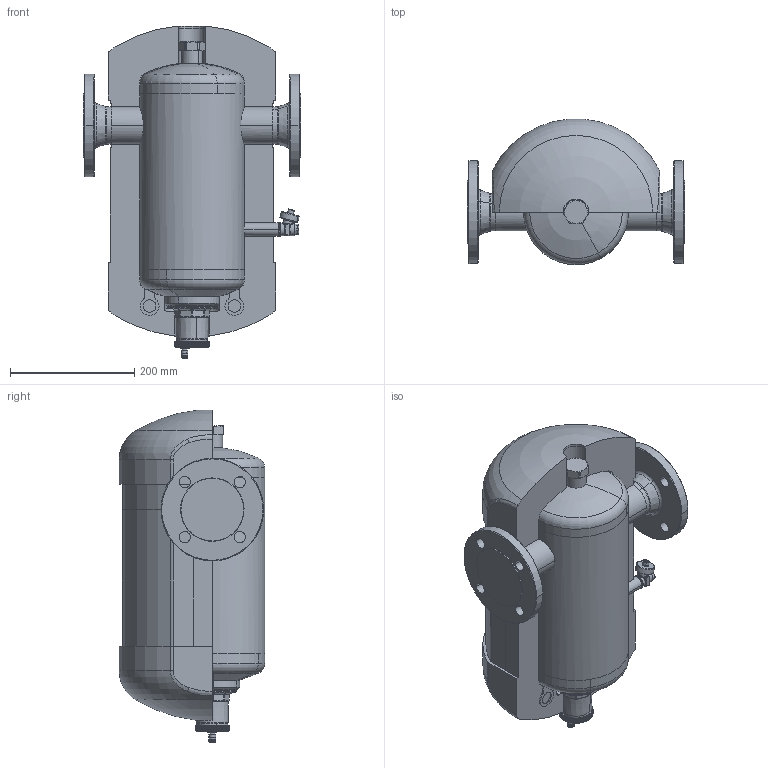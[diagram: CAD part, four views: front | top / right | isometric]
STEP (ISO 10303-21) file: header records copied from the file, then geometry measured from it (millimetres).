
FILE_DESCRIPTION(('CATIA V5 STEP Exchange'),'2;1');
FILE_NAME('STEP_551052_-_TST.stp','2019-09-23T12:24:45+00:00',('none'),('none'),'CATIA Version 5-6 Release 2016 SP4','CATIA V5 STEP AP203','none');
FILE_SCHEMA(('CONFIG_CONTROL_DESIGN'));
Length unit declared in the file: millimetre
Products named in the file (1): 551052 - TST
Bounding box: 350 x 233.6 x 533.59 mm (x, y, z)
Volume: 19733648.4 mm3; surface area: 664423 mm2
Topology: 1 solids, 1 shells, 1374 faces, 3732 edges, 2344 vertices
Faces by surface type: cylinder 627, plane 399, bspline 143, torus 83, cone 79, sphere 43
Entity records: 52619 total; most frequent: CARTESIAN_POINT 22948, ORIENTED_EDGE 7408, DIRECTION 4053, EDGE_CURVE 3704, VERTEX_POINT 2344, AXIS2_PLACEMENT_3D 1831, B_SPLINE_CURVE_WITH_KNOTS 1581, EDGE_LOOP 1420
